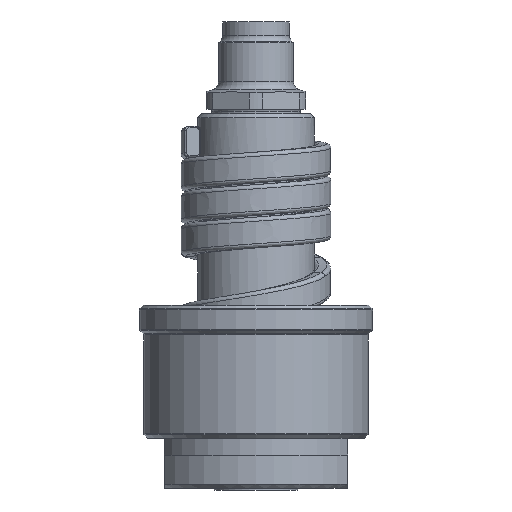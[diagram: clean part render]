
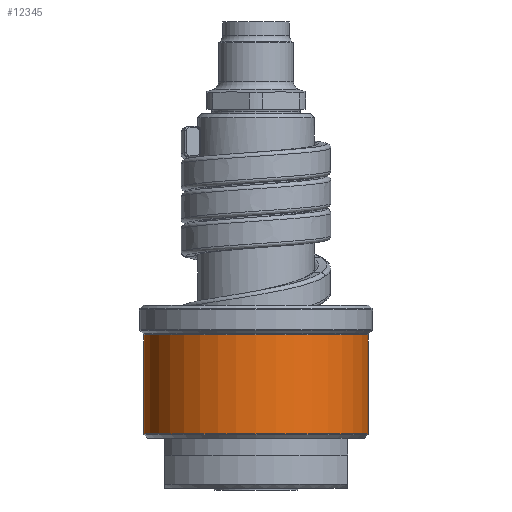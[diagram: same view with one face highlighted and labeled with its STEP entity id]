
A CAD part, front view. The second image highlights one B-rep face of the part: STEP entity #12345.
In plain terms, the highlighted cylindrical face has radius 13.5 mm (diameter 27 mm), a partial arc.
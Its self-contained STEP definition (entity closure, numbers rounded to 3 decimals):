
#3841=CARTESIAN_POINT('',(0.,0.,6.582));
#3842=DIRECTION('',(0.,0.,1.));
#3843=DIRECTION('',(-1.,0.,0.));
#3844=AXIS2_PLACEMENT_3D('',#3841,#3842,#3843);
#3846=DIRECTION('',(0.,0.,-1.));
#3847=VECTOR('',#3846,11.835);
#3848=CARTESIAN_POINT('',(-13.5,0.,18.417));
#3849=LINE('',#3848,#3847);
#3850=CARTESIAN_POINT('',(0.,0.,18.417));
#3851=DIRECTION('',(0.,0.,1.));
#3852=DIRECTION('',(-1.,0.,0.));
#3853=AXIS2_PLACEMENT_3D('',#3850,#3851,#3852);
#3855=DIRECTION('',(0.,0.,-1.));
#3856=VECTOR('',#3855,11.835);
#3857=CARTESIAN_POINT('',(13.5,0.,18.417));
#3858=LINE('',#3857,#3856);
#5901=CARTESIAN_POINT('',(13.5,0.,18.417));
#5902=CARTESIAN_POINT('',(-13.5,0.,18.417));
#5903=VERTEX_POINT('',#5901);
#5904=VERTEX_POINT('',#5902);
#5927=CARTESIAN_POINT('',(13.5,0.,6.582));
#5928=VERTEX_POINT('',#5927);
#5929=CARTESIAN_POINT('',(-13.5,0.,6.582));
#5930=VERTEX_POINT('',#5929);
#12333=CARTESIAN_POINT('',(0.,0.,5.2));
#12334=DIRECTION('',(0.,0.,1.));
#12335=DIRECTION('',(-1.,0.,0.));
#12336=AXIS2_PLACEMENT_3D('',#12333,#12334,#12335);
#12337=CYLINDRICAL_SURFACE('',#12336,13.5);
#12338=ORIENTED_EDGE('',*,*,#12290,.F.);
#12339=ORIENTED_EDGE('',*,*,#12324,.F.);
#12341=ORIENTED_EDGE('',*,*,#12340,.T.);
#12342=ORIENTED_EDGE('',*,*,#12320,.T.);
#12343=EDGE_LOOP('',(#12338,#12339,#12341,#12342));
#12344=FACE_OUTER_BOUND('',#12343,.F.);
#3845=CIRCLE('',#3844,13.5);
#3854=CIRCLE('',#3853,13.5);
#12290=EDGE_CURVE('',#5930,#5928,#3845,.T.);
#12320=EDGE_CURVE('',#5903,#5928,#3858,.T.);
#12324=EDGE_CURVE('',#5904,#5930,#3849,.T.);
#12340=EDGE_CURVE('',#5904,#5903,#3854,.T.);
#12345=ADVANCED_FACE('',(#12344),#12337,.T.);
